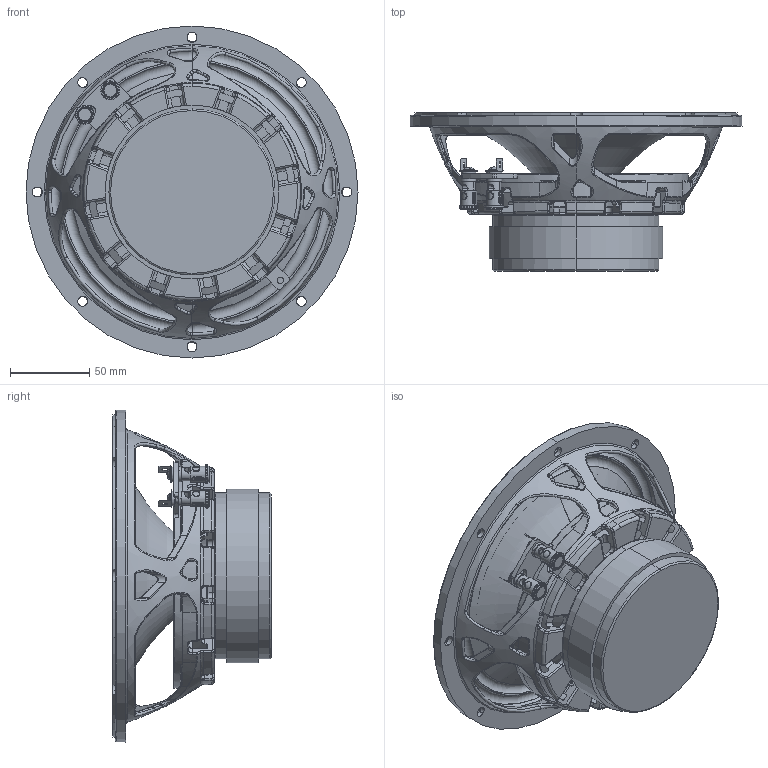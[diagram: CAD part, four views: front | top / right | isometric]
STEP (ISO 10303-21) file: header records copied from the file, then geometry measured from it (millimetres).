
FILE_DESCRIPTION (( 'STEP AP214' ), '1' );
FILE_NAME ('8inch-Full Range-1.STEP', '2023-10-30T10:10:05', ( '' ), ( '' ), 'SwSTEP 2.0', 'SolidWorks 2020', '' );
FILE_SCHEMA (( 'AUTOMOTIVE_DESIGN' ));
Length unit declared in the file: millimetre
Products named in the file (1): 8inch-Full Range-1
Bounding box: 210 x 100.1 x 210 mm (x, y, z)
Surface area: 213169.2 mm2 (no closed solid volume)
Topology: 0 solids, 26 shells, 1021 faces, 3297 edges, 2158 vertices
Faces by surface type: bspline 417, cylinder 266, plane 155, torus 120, cone 52, sphere 11
Entity records: 80308 total; most frequent: CARTESIAN_POINT 43976, ORIENTED_EDGE 5827, DIRECTION 4223, EDGE_CURVE 3295, VERTEX_POINT 2158, AXIS2_PLACEMENT_3D 1720, B_SPLINE_CURVE_WITH_KNOTS 1220, CIRCLE 1115
